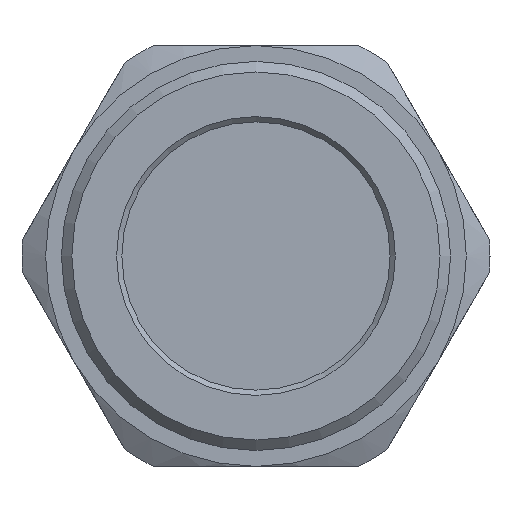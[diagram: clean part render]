
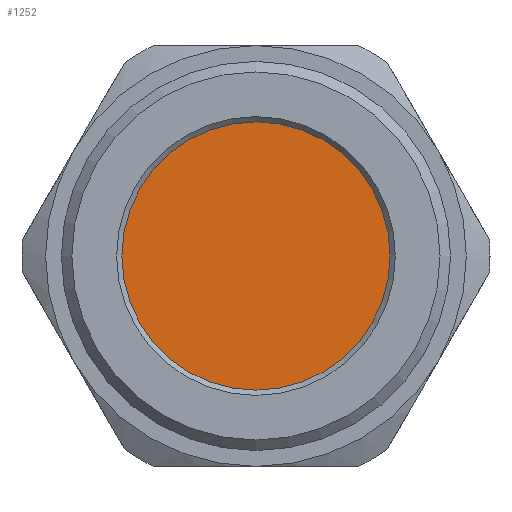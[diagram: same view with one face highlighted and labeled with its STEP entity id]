
A CAD part, front view. The second image highlights one B-rep face of the part: STEP entity #1252.
In plain terms, the highlighted planar face has unit normal (0, -1, 0).
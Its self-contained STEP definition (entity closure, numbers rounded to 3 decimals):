
#116=FACE_OUTER_BOUND('',#195,.T.);
#195=EDGE_LOOP('',(#791));
#286=CIRCLE('',#1359,12.75);
#492=VERTEX_POINT('',#1926);
#607=EDGE_CURVE('',#492,#492,#286,.T.);
#791=ORIENTED_EDGE('',*,*,#607,.F.);
#1147=PLANE('',#1358);
#1252=ADVANCED_FACE('',(#116),#1147,.T.);
#1358=AXIS2_PLACEMENT_3D('',#1925,#1538,#1539);
#1359=AXIS2_PLACEMENT_3D('',#1927,#1540,#1541);
#1538=DIRECTION('center_axis',(0.,-1.,0.));
#1539=DIRECTION('ref_axis',(0.,0.,-1.));
#1540=DIRECTION('center_axis',(0.,1.,0.));
#1541=DIRECTION('ref_axis',(-1.,0.,0.));
#1925=CARTESIAN_POINT('Origin',(2.44,-10.429,0.));
#1926=CARTESIAN_POINT('',(15.19,-10.429,0.));
#1927=CARTESIAN_POINT('Origin',(2.44,-10.429,0.));
